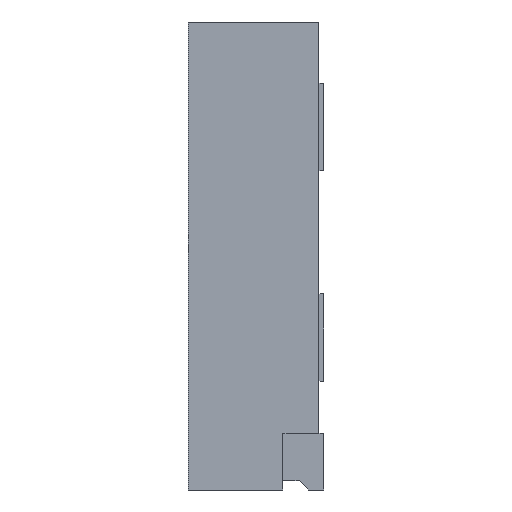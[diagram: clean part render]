
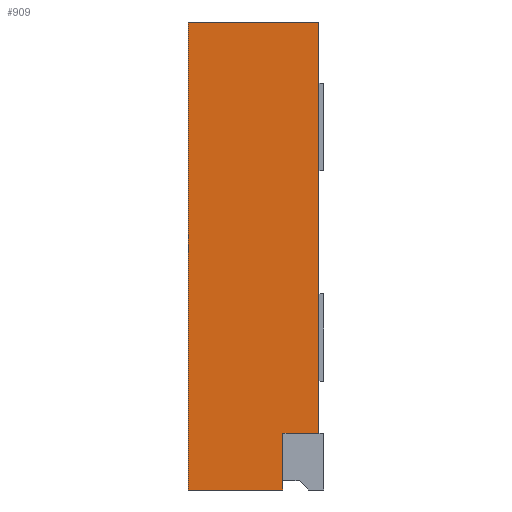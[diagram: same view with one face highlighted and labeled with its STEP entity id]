
A CAD part, left-side view. The second image highlights one B-rep face of the part: STEP entity #909.
In plain terms, the highlighted planar face has unit normal (-1, 0, 0).
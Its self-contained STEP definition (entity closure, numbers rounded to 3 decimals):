
#836 = EDGE_LOOP ( 'NONE', ( #910, #854, #853, #904, #850, #851 ) ) ;
#838 = EDGE_CURVE ( 'NONE', #911, #5608, #3573, .T. ) ;
#850 = ORIENTED_EDGE ( 'NONE', *, *, #5633, .T. ) ;
#851 = ORIENTED_EDGE ( 'NONE', *, *, #5610, .F. ) ;
#853 = ORIENTED_EDGE ( 'NONE', *, *, #5892, .T. ) ;
#854 = ORIENTED_EDGE ( 'NONE', *, *, #855, .T. ) ;
#855 = EDGE_CURVE ( 'NONE', #911, #5893, #3633, .T. ) ;
#904 = ORIENTED_EDGE ( 'NONE', *, *, #905, .F. ) ;
#905 = EDGE_CURVE ( 'NONE', #5634, #5835, #3772, .T. ) ;
#909 = ADVANCED_FACE ( 'NONE', ( #3768 ), #3753, .T. ) ;
#910 = ORIENTED_EDGE ( 'NONE', *, *, #838, .F. ) ;
#911 = VERTEX_POINT ( 'NONE', #3809 ) ;
#3570 = DIRECTION ( 'NONE',  ( 0., 0., -1. ) ) ;
#3571 = VECTOR ( 'NONE', #3570, 1000. ) ;
#3572 = CARTESIAN_POINT ( 'NONE',  ( -3.65, 0.38, -4.35 ) ) ;
#3573 = LINE ( 'NONE', #3572, #3571 ) ;
#3630 = DIRECTION ( 'NONE',  ( 0., -1., 0. ) ) ;
#3631 = VECTOR ( 'NONE', #3630, 1000. ) ;
#3632 = CARTESIAN_POINT ( 'NONE',  ( -3.65, -7.103, -4.35 ) ) ;
#3633 = LINE ( 'NONE', #3632, #3631 ) ;
#3749 = DIRECTION ( 'NONE',  ( -1., 0., 0. ) ) ;
#3750 = CARTESIAN_POINT ( 'NONE',  ( -3.65, 1.38, -2.475 ) ) ;
#3751 = AXIS2_PLACEMENT_3D ( 'NONE', #3750, #3749, #3810 ) ;
#3753 = PLANE ( 'NONE',  #3751 ) ;
#3768 = FACE_OUTER_BOUND ( 'NONE', #836, .T. ) ;
#3769 = DIRECTION ( 'NONE',  ( 0., -1., 0. ) ) ;
#3770 = VECTOR ( 'NONE', #3769, 1000. ) ;
#3771 = CARTESIAN_POINT ( 'NONE',  ( -3.65, 1.38, 0. ) ) ;
#3772 = LINE ( 'NONE', #3771, #3770 ) ;
#3809 = CARTESIAN_POINT ( 'NONE',  ( -3.65, 0.38, -4.35 ) ) ;
#3810 = DIRECTION ( 'NONE',  ( 0., 0., 1. ) ) ;
#4168 = CARTESIAN_POINT ( 'NONE',  ( -3.65, 1.38, -4.95 ) ) ;
#4196 = DIRECTION ( 'NONE',  ( 0., 1., 0. ) ) ;
#4197 = VECTOR ( 'NONE', #4196, 1000. ) ;
#4198 = CARTESIAN_POINT ( 'NONE',  ( -3.65, 1.38, -4.95 ) ) ;
#4199 = LINE ( 'NONE', #4198, #4197 ) ;
#4201 = CARTESIAN_POINT ( 'NONE',  ( -3.65, 0.38, -4.95 ) ) ;
#4289 = CARTESIAN_POINT ( 'NONE',  ( -3.65, 1.38, 0. ) ) ;
#4290 = DIRECTION ( 'NONE',  ( 0., 0., -1. ) ) ;
#4291 = VECTOR ( 'NONE', #4290, 1000. ) ;
#4292 = CARTESIAN_POINT ( 'NONE',  ( -3.65, 1.38, -2.475 ) ) ;
#4293 = LINE ( 'NONE', #4292, #4291 ) ;
#4678 = CARTESIAN_POINT ( 'NONE',  ( -3.65, 0., 0. ) ) ;
#4770 = CARTESIAN_POINT ( 'NONE',  ( -3.65, 0., -4.35 ) ) ;
#4771 = DIRECTION ( 'NONE',  ( 0., 0., 1. ) ) ;
#4772 = VECTOR ( 'NONE', #4771, 1000. ) ;
#4773 = CARTESIAN_POINT ( 'NONE',  ( -3.65, 0., -2.475 ) ) ;
#4774 = LINE ( 'NONE', #4773, #4772 ) ;
#5585 = VERTEX_POINT ( 'NONE', #4168 ) ;
#5608 = VERTEX_POINT ( 'NONE', #4201 ) ;
#5610 = EDGE_CURVE ( 'NONE', #5608, #5585, #4199, .T. ) ;
#5633 = EDGE_CURVE ( 'NONE', #5634, #5585, #4293, .T. ) ;
#5634 = VERTEX_POINT ( 'NONE', #4289 ) ;
#5835 = VERTEX_POINT ( 'NONE', #4678 ) ;
#5892 = EDGE_CURVE ( 'NONE', #5893, #5835, #4774, .T. ) ;
#5893 = VERTEX_POINT ( 'NONE', #4770 ) ;
